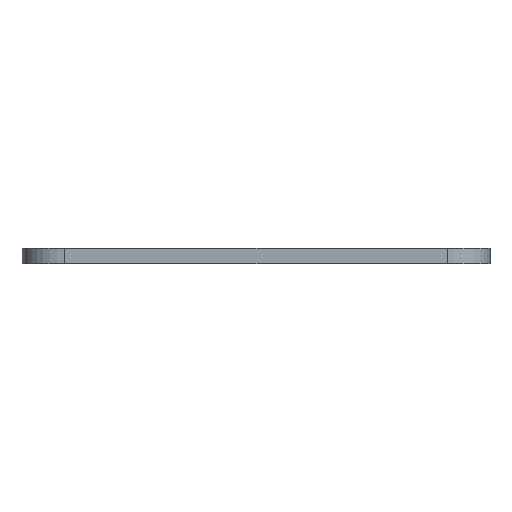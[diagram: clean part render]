
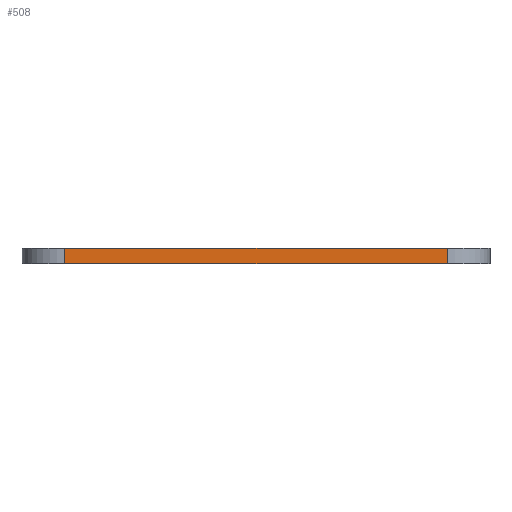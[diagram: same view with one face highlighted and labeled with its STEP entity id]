
A CAD part, left-side view. The second image highlights one B-rep face of the part: STEP entity #508.
In plain terms, the highlighted planar face has unit normal (-1, 0, 0).
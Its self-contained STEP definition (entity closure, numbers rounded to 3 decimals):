
#285=CARTESIAN_POINT('',(-15.0,12.25,0.5));
#286=VERTEX_POINT('',#285);
#294=CARTESIAN_POINT('',(-15.0,-12.25,0.5));
#295=VERTEX_POINT('',#294);
#296=CARTESIAN_POINT('',(-15.0,-12.25,0.5));
#297=DIRECTION('',(0.0,1.0,0.0));
#298=VECTOR('',#297,24.5);
#299=LINE('',#296,#298);
#300=EDGE_CURVE('',#295,#286,#299,.T.);
#458=CARTESIAN_POINT('',(-15.0,-12.25,-0.5));
#459=VERTEX_POINT('',#458);
#476=CARTESIAN_POINT('',(-15.0,-12.25,0.5));
#477=DIRECTION('',(0.0,0.0,-1.0));
#478=VECTOR('',#477,1.0);
#479=LINE('',#476,#478);
#480=EDGE_CURVE('',#295,#459,#479,.T.);
#485=CARTESIAN_POINT('',(-15.0,-15.0,0.0));
#486=DIRECTION('',(-1.0,0.0,0.0));
#487=DIRECTION('',(0.0,0.0,1.0));
#488=AXIS2_PLACEMENT_3D('',#485,#486,#487);
#489=PLANE('',#488);
#490=ORIENTED_EDGE('',*,*,#480,.F.);
#491=ORIENTED_EDGE('',*,*,#300,.T.);
#492=CARTESIAN_POINT('',(-15.0,12.25,-0.5));
#493=VERTEX_POINT('',#492);
#494=CARTESIAN_POINT('',(-15.0,12.25,-0.5));
#495=DIRECTION('',(0.0,0.0,1.0));
#496=VECTOR('',#495,1.0);
#497=LINE('',#494,#496);
#498=EDGE_CURVE('',#493,#286,#497,.T.);
#499=ORIENTED_EDGE('',*,*,#498,.F.);
#500=CARTESIAN_POINT('',(-15.0,12.25,-0.5));
#501=DIRECTION('',(0.0,-1.0,0.0));
#502=VECTOR('',#501,24.5);
#503=LINE('',#500,#502);
#504=EDGE_CURVE('',#493,#459,#503,.T.);
#505=ORIENTED_EDGE('',*,*,#504,.T.);
#506=EDGE_LOOP('',(#490,#491,#499,#505));
#507=FACE_OUTER_BOUND('',#506,.T.);
#508=ADVANCED_FACE('',(#507),#489,.T.);
